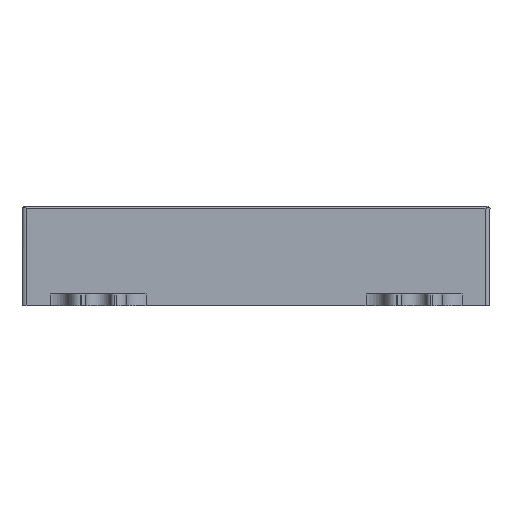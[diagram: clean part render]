
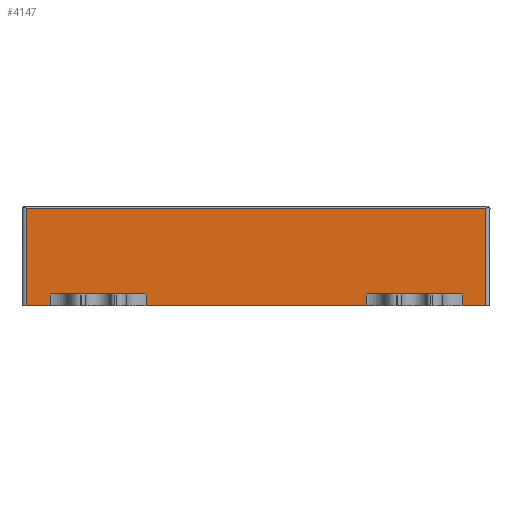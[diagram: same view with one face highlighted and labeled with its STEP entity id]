
A CAD part, left-side view. The second image highlights one B-rep face of the part: STEP entity #4147.
In plain terms, the highlighted planar face has unit normal (-1, 0, 0).
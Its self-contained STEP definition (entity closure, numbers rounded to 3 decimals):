
#208=FACE_OUTER_BOUND('',#445,.T.);
#445=EDGE_LOOP('',(#3168,#3169,#3170,#3171,#3172,#3173,#3174,#3175,#3176,
#3177,#3178,#3179));
#838=LINE('',#6165,#1260);
#845=LINE('',#6194,#1267);
#856=LINE('',#6220,#1278);
#863=LINE('',#6248,#1285);
#870=LINE('',#6276,#1292);
#886=LINE('',#6339,#1308);
#898=LINE('',#6363,#1320);
#900=LINE('',#6366,#1322);
#912=LINE('',#6390,#1334);
#914=LINE('',#6398,#1336);
#1008=LINE('',#6729,#1430);
#1009=LINE('',#6734,#1431);
#1260=VECTOR('',#4839,10.);
#1267=VECTOR('',#4862,10.);
#1278=VECTOR('',#4881,10.);
#1285=VECTOR('',#4902,10.);
#1292=VECTOR('',#4923,10.);
#1308=VECTOR('',#4977,10.);
#1320=VECTOR('',#5013,10.);
#1322=VECTOR('',#5017,10.);
#1334=VECTOR('',#5053,10.);
#1336=VECTOR('',#5061,10.);
#1430=VECTOR('',#5357,10.);
#1431=VECTOR('',#5364,10.);
#1702=VERTEX_POINT('',#6162);
#1703=VERTEX_POINT('',#6164);
#1716=VERTEX_POINT('',#6191);
#1717=VERTEX_POINT('',#6193);
#1726=VERTEX_POINT('',#6216);
#1728=VERTEX_POINT('',#6219);
#1741=VERTEX_POINT('',#6245);
#1742=VERTEX_POINT('',#6247);
#1755=VERTEX_POINT('',#6273);
#1756=VERTEX_POINT('',#6275);
#1787=VERTEX_POINT('',#6396);
#1923=VERTEX_POINT('',#6728);
#2108=EDGE_CURVE('',#1703,#1702,#838,.T.);
#2122=EDGE_CURVE('',#1717,#1716,#845,.T.);
#2135=EDGE_CURVE('',#1728,#1726,#856,.T.);
#2149=EDGE_CURVE('',#1742,#1741,#863,.T.);
#2163=EDGE_CURVE('',#1756,#1755,#870,.T.);
#2197=EDGE_CURVE('',#1703,#1755,#886,.T.);
#2209=EDGE_CURVE('',#1742,#1702,#898,.T.);
#2211=EDGE_CURVE('',#1717,#1741,#900,.T.);
#2223=EDGE_CURVE('',#1716,#1728,#912,.T.);
#2227=EDGE_CURVE('',#1787,#1726,#914,.T.);
#2390=EDGE_CURVE('',#1923,#1756,#1008,.T.);
#2393=EDGE_CURVE('',#1923,#1787,#1009,.T.);
#3168=ORIENTED_EDGE('',*,*,#2209,.F.);
#3169=ORIENTED_EDGE('',*,*,#2149,.T.);
#3170=ORIENTED_EDGE('',*,*,#2211,.F.);
#3171=ORIENTED_EDGE('',*,*,#2122,.T.);
#3172=ORIENTED_EDGE('',*,*,#2223,.T.);
#3173=ORIENTED_EDGE('',*,*,#2135,.T.);
#3174=ORIENTED_EDGE('',*,*,#2227,.F.);
#3175=ORIENTED_EDGE('',*,*,#2393,.F.);
#3176=ORIENTED_EDGE('',*,*,#2390,.T.);
#3177=ORIENTED_EDGE('',*,*,#2163,.T.);
#3178=ORIENTED_EDGE('',*,*,#2197,.F.);
#3179=ORIENTED_EDGE('',*,*,#2108,.T.);
#3997=PLANE('',#4528);
#4147=ADVANCED_FACE('',(#208),#3997,.T.);
#4528=AXIS2_PLACEMENT_3D('',#6733,#5362,#5363);
#4839=DIRECTION('',(0.,-1.,0.));
#4862=DIRECTION('',(0.,-1.,0.));
#4881=DIRECTION('',(0.,-1.,0.));
#4902=DIRECTION('',(0.,-1.,0.));
#4923=DIRECTION('',(0.,-1.,0.));
#4977=DIRECTION('',(0.,0.,-1.));
#5013=DIRECTION('',(0.,0.,1.));
#5017=DIRECTION('',(0.,0.,-1.));
#5053=DIRECTION('',(0.,0.,-1.));
#5061=DIRECTION('',(0.,0.,-1.));
#5357=DIRECTION('',(0.,0.,-1.));
#5362=DIRECTION('center_axis',(-1.,0.,0.));
#5363=DIRECTION('ref_axis',(0.,1.,0.));
#5364=DIRECTION('',(0.,-1.,0.));
#6162=CARTESIAN_POINT('',(96.,181.516,-16.4));
#6164=CARTESIAN_POINT('',(96.,205.516,-16.4));
#6165=CARTESIAN_POINT('',(96.,106.616,-16.4));
#6191=CARTESIAN_POINT('',(96.,102.516,-16.4));
#6193=CARTESIAN_POINT('',(96.,126.516,-16.4));
#6194=CARTESIAN_POINT('',(96.,106.616,-16.4));
#6216=CARTESIAN_POINT('',(96.,96.516,-19.4));
#6219=CARTESIAN_POINT('',(96.,102.516,-19.4));
#6220=CARTESIAN_POINT('',(96.,108.516,-19.4));
#6245=CARTESIAN_POINT('',(96.,126.516,-19.4));
#6247=CARTESIAN_POINT('',(96.,181.516,-19.4));
#6248=CARTESIAN_POINT('',(96.,108.516,-19.4));
#6273=CARTESIAN_POINT('',(96.,205.516,-19.4));
#6275=CARTESIAN_POINT('',(96.,211.516,-19.4));
#6276=CARTESIAN_POINT('',(96.,108.516,-19.4));
#6339=CARTESIAN_POINT('',(96.,205.516,-15.226));
#6363=CARTESIAN_POINT('',(96.,181.516,-6.863));
#6366=CARTESIAN_POINT('',(96.,126.516,-15.226));
#6390=CARTESIAN_POINT('',(96.,102.516,-15.226));
#6396=CARTESIAN_POINT('',(96.,96.516,5.1));
#6398=CARTESIAN_POINT('',(96.,96.516,-15.226));
#6728=CARTESIAN_POINT('',(96.,211.516,5.1));
#6729=CARTESIAN_POINT('',(96.,211.516,-15.226));
#6733=CARTESIAN_POINT('Origin',(96.,95.516,1.5));
#6734=CARTESIAN_POINT('',(96.,124.766,5.1));
